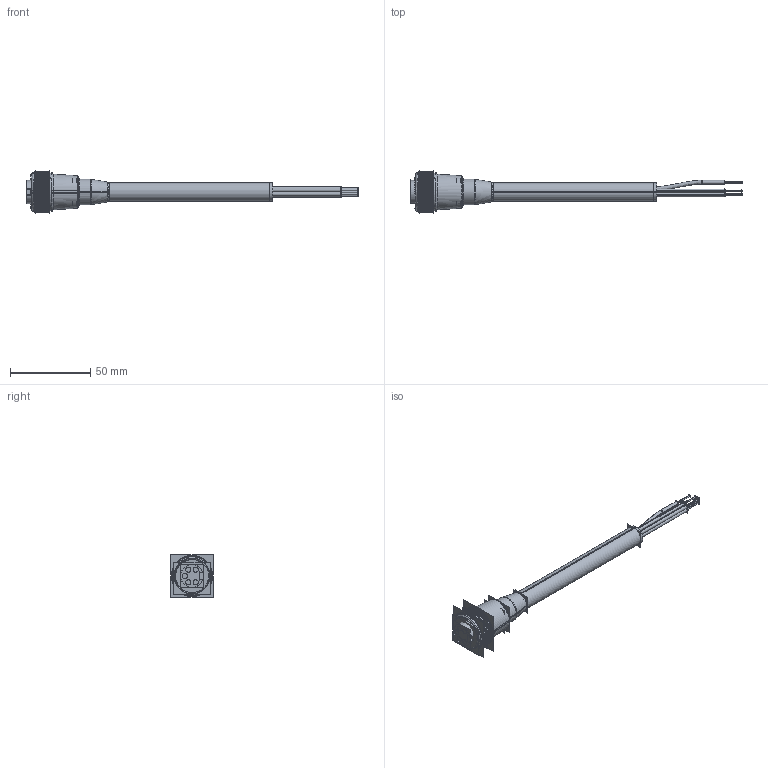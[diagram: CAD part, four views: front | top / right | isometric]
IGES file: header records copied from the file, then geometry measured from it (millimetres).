
Start section:  PTC IGES file: 219485.igs
Global section: file name: 219485.igs; native system: Creo Parametric by PTC Inc.; preprocessor: 2019292; author: PDMAdmin; organization: Unknown; date: 20200918.131950; units: millimetre
Bounding box: 207.23 x 26.52 x 26.52 mm (x, y, z)
Volume: 25579.7 mm3; surface area: 297543.3 mm2
Topology: 15 solids, 21 shells, 1496 faces, 8082 edges, 10698 vertices
Faces by surface type: revolution 762, bspline 734
